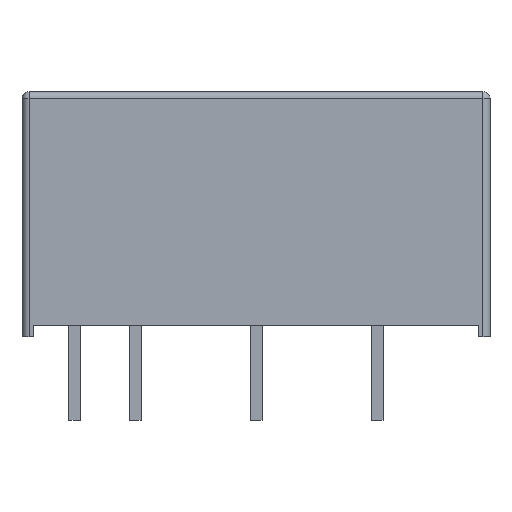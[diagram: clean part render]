
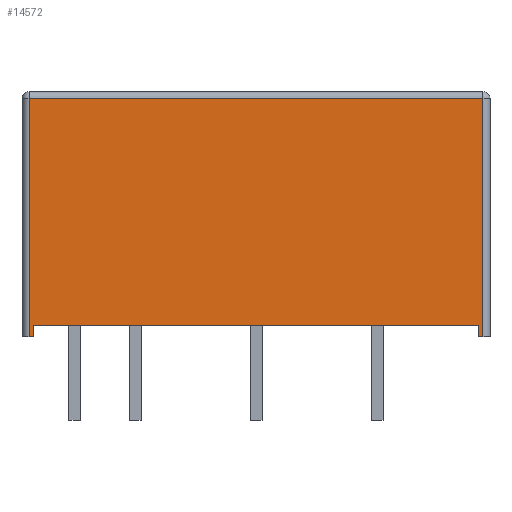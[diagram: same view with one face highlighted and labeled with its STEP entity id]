
A CAD part, front view. The second image highlights one B-rep face of the part: STEP entity #14572.
In plain terms, the highlighted planar face has unit normal (0, -1, 0).
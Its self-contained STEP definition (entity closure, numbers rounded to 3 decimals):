
#100 = VECTOR ( 'NONE', #14410, 1000. ) ;
#489 = VERTEX_POINT ( 'NONE', #14699 ) ;
#541 = EDGE_CURVE ( 'NONE', #9058, #6066, #4105, .T. ) ;
#788 = ORIENTED_EDGE ( 'NONE', *, *, #13387, .F. ) ;
#818 = VECTOR ( 'NONE', #9515, 1000. ) ;
#1651 = CARTESIAN_POINT ( 'NONE',  ( -9.825, -6.15, 10. ) ) ;
#1728 = VERTEX_POINT ( 'NONE', #4123 ) ;
#1896 = EDGE_CURVE ( 'NONE', #11162, #1728, #9483, .T. ) ;
#2485 = EDGE_CURVE ( 'NONE', #489, #9058, #13415, .T. ) ;
#2592 = ORIENTED_EDGE ( 'NONE', *, *, #541, .T. ) ;
#2706 = DIRECTION ( 'NONE',  ( 1., 0., 0. ) ) ;
#2940 = DIRECTION ( 'NONE',  ( 0., 0., 1. ) ) ;
#3340 = CARTESIAN_POINT ( 'NONE',  ( -9.325, -6.15, 0.5 ) ) ;
#3494 = EDGE_CURVE ( 'NONE', #11087, #11958, #15107, .T. ) ;
#3506 = CARTESIAN_POINT ( 'NONE',  ( 9.325, -6.15, 0.5 ) ) ;
#3851 = VECTOR ( 'NONE', #2940, 1000. ) ;
#3876 = DIRECTION ( 'NONE',  ( 0., 0., -1. ) ) ;
#4105 = LINE ( 'NONE', #9219, #3851 ) ;
#4123 = CARTESIAN_POINT ( 'NONE',  ( -9.525, -6.15, 0. ) ) ;
#4596 = CARTESIAN_POINT ( 'NONE',  ( -9.325, -6.15, 0. ) ) ;
#5661 = ORIENTED_EDGE ( 'NONE', *, *, #1896, .T. ) ;
#5892 = DIRECTION ( 'NONE',  ( -1., 0., 0. ) ) ;
#5944 = DIRECTION ( 'NONE',  ( 0., 0., -1. ) ) ;
#6035 = ORIENTED_EDGE ( 'NONE', *, *, #13673, .T. ) ;
#6066 = VERTEX_POINT ( 'NONE', #13278 ) ;
#7068 = PLANE ( 'NONE',  #7223 ) ;
#7146 = ORIENTED_EDGE ( 'NONE', *, *, #3494, .F. ) ;
#7223 = AXIS2_PLACEMENT_3D ( 'NONE', #14655, #11106, #9802 ) ;
#7258 = CARTESIAN_POINT ( 'NONE',  ( -9.525, -6.15, 10.3 ) ) ;
#7418 = ORIENTED_EDGE ( 'NONE', *, *, #9663, .T. ) ;
#7847 = VECTOR ( 'NONE', #9861, 1000. ) ;
#8158 = CARTESIAN_POINT ( 'NONE',  ( 9.325, -6.15, 0.5 ) ) ;
#8373 = LINE ( 'NONE', #14349, #13141 ) ;
#8387 = CARTESIAN_POINT ( 'NONE',  ( -9.325, -6.15, 0.5 ) ) ;
#8569 = LINE ( 'NONE', #9629, #9407 ) ;
#9058 = VERTEX_POINT ( 'NONE', #14525 ) ;
#9219 = CARTESIAN_POINT ( 'NONE',  ( 9.525, -6.15, 10.3 ) ) ;
#9365 = VECTOR ( 'NONE', #5944, 1000. ) ;
#9407 = VECTOR ( 'NONE', #2706, 1000. ) ;
#9483 = LINE ( 'NONE', #7258, #13885 ) ;
#9487 = ORIENTED_EDGE ( 'NONE', *, *, #12613, .T. ) ;
#9515 = DIRECTION ( 'NONE',  ( 0., 0., -1. ) ) ;
#9629 = CARTESIAN_POINT ( 'NONE',  ( -9.825, -6.15, 0. ) ) ;
#9652 = FACE_OUTER_BOUND ( 'NONE', #9895, .T. ) ;
#9663 = EDGE_CURVE ( 'NONE', #1728, #11958, #8569, .T. ) ;
#9802 = DIRECTION ( 'NONE',  ( 0., 0., 1. ) ) ;
#9861 = DIRECTION ( 'NONE',  ( 1., 0., 0. ) ) ;
#9895 = EDGE_LOOP ( 'NONE', ( #11730, #2592, #6035, #5661, #7418, #7146, #788, #9487 ) ) ;
#11087 = VERTEX_POINT ( 'NONE', #8387 ) ;
#11106 = DIRECTION ( 'NONE',  ( 0., 1., 0. ) ) ;
#11162 = VERTEX_POINT ( 'NONE', #11283 ) ;
#11283 = CARTESIAN_POINT ( 'NONE',  ( -9.525, -6.15, 10. ) ) ;
#11730 = ORIENTED_EDGE ( 'NONE', *, *, #2485, .T. ) ;
#11958 = VERTEX_POINT ( 'NONE', #4596 ) ;
#12613 = EDGE_CURVE ( 'NONE', #14124, #489, #13128, .T. ) ;
#13128 = LINE ( 'NONE', #3506, #818 ) ;
#13141 = VECTOR ( 'NONE', #5892, 1000. ) ;
#13278 = CARTESIAN_POINT ( 'NONE',  ( 9.525, -6.15, 10. ) ) ;
#13387 = EDGE_CURVE ( 'NONE', #14124, #11087, #8373, .T. ) ;
#13415 = LINE ( 'NONE', #14333, #7847 ) ;
#13673 = EDGE_CURVE ( 'NONE', #6066, #11162, #14245, .T. ) ;
#13885 = VECTOR ( 'NONE', #3876, 1000. ) ;
#14124 = VERTEX_POINT ( 'NONE', #8158 ) ;
#14245 = LINE ( 'NONE', #1651, #100 ) ;
#14333 = CARTESIAN_POINT ( 'NONE',  ( -9.825, -6.15, 0. ) ) ;
#14349 = CARTESIAN_POINT ( 'NONE',  ( 9.325, -6.15, 0.5 ) ) ;
#14410 = DIRECTION ( 'NONE',  ( -1., 0., 0. ) ) ;
#14525 = CARTESIAN_POINT ( 'NONE',  ( 9.525, -6.15, 0. ) ) ;
#14572 = ADVANCED_FACE ( 'NONE', ( #9652 ), #7068, .F. ) ;
#14655 = CARTESIAN_POINT ( 'NONE',  ( -9.825, -6.15, 10.3 ) ) ;
#14699 = CARTESIAN_POINT ( 'NONE',  ( 9.325, -6.15, 0. ) ) ;
#15107 = LINE ( 'NONE', #3340, #9365 ) ;
